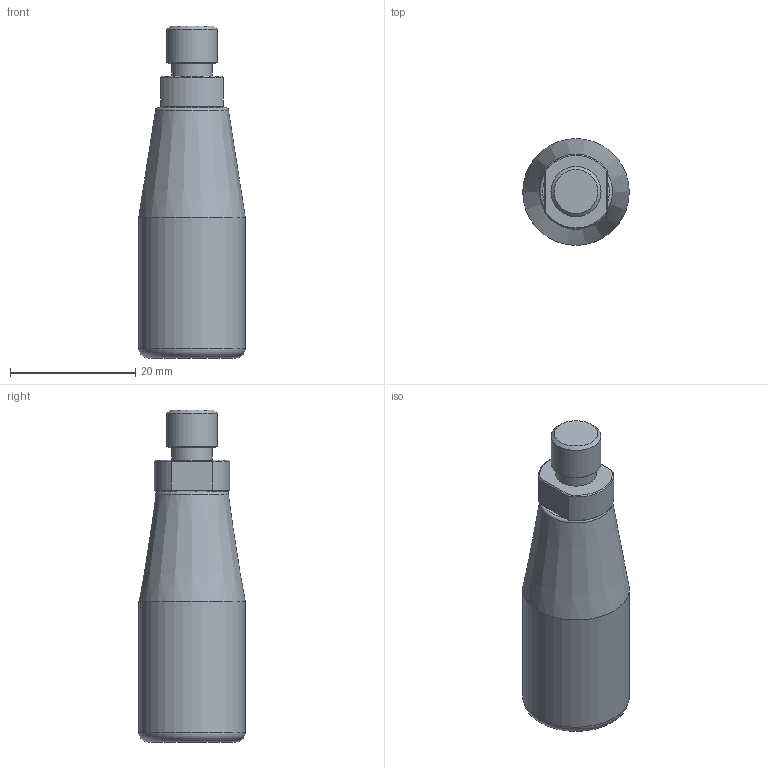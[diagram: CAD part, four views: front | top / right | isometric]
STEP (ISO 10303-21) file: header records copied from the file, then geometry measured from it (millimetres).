
FILE_DESCRIPTION( ( 'Unknown' ), '1' );
FILE_NAME( '6138010_MCG17x40_M08.stp', 'Unknown', ( 'Unknown' ), ( 'Unknown' ), 'PSStep 11.0', 'Unknown', ' ' );
FILE_SCHEMA( ( 'AUTOMOTIVE_DESIGN { 1 0 10303 214 1 1 1 1 }' ) );
Length unit declared in the file: millimetre
Products named in the file (1): 1833019
Bounding box: 17 x 17 x 53 mm (x, y, z)
Volume: 8421.4 mm3; surface area: 3947.8 mm2
Topology: 1 solids, 2 shells, 48 faces, 99 edges, 60 vertices
Faces by surface type: plane 21, cone 14, cylinder 11, torus 2
Full cylindrical faces by diameter (mm): 4.8 x1, 5.1 x1, 6 x1, 6.5 x1, 8 x2, 17 x1
Entity records: 1562 total; most frequent: CARTESIAN_POINT 233, DIRECTION 202, ORIENTED_EDGE 160, AXIS2_PLACEMENT_3D 89, EDGE_CURVE 80, EDGE_LOOP 68, FACE_OUTER_BOUND 57, VERTEX_POINT 56
